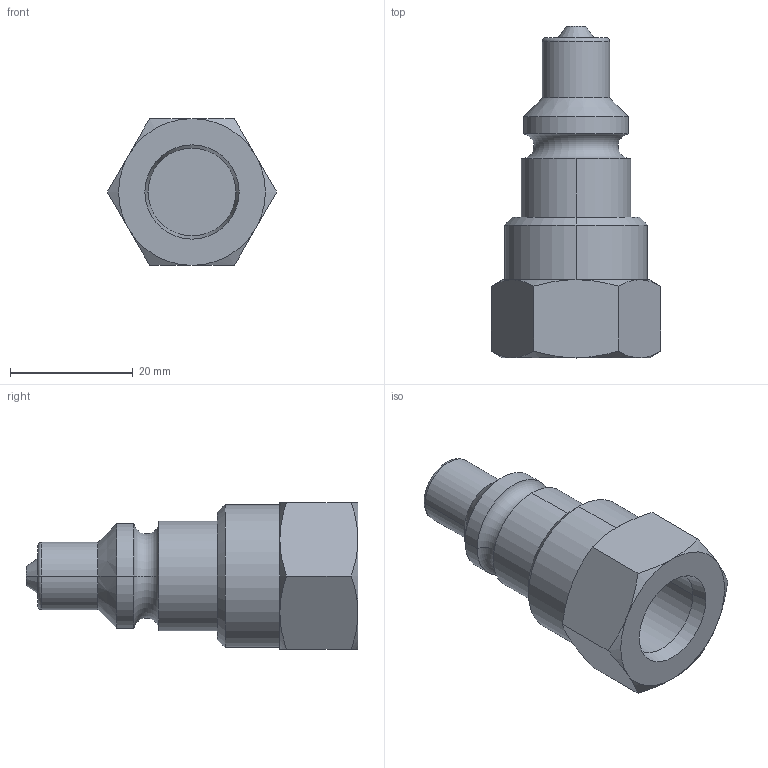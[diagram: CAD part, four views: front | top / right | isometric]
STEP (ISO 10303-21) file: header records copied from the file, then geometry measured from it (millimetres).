
FILE_DESCRIPTION((''),'2;1');
FILE_NAME('ILC30772766','2005-08-25T',('KR'),(''),'PRO/ENGINEER BY PARAMETRIC TECHNOLOGY CORPORATION, 2004290','PRO/ENGINEER BY PARAMETRIC TECHNOLOGY CORPORATION, 2004290','');
FILE_SCHEMA(('AUTOMOTIVE_DESIGN_CC2 { 1 2 10303 214 -1 1 5 2 }'));
Length unit declared in the file: inch
Products named in the file (1): ILC30772766
Bounding box: 27.57 x 53.98 x 23.88 mm (x, y, z)
Volume: 13070.8 mm3; surface area: 4718.2 mm2
Topology: 1 solids, 1 shells, 48 faces, 100 edges, 58 vertices
Faces by surface type: cone 20, plane 12, cylinder 12, torus 4
Entity records: 1805 total; most frequent: CARTESIAN_POINT 362, DIRECTION 222, ORIENTED_EDGE 200, COLOUR_RGB 106, PRESENTATION_STYLE_ASSIGNMENT 101, STYLED_ITEM 101, CURVE_STYLE 100, EDGE_CURVE 100
